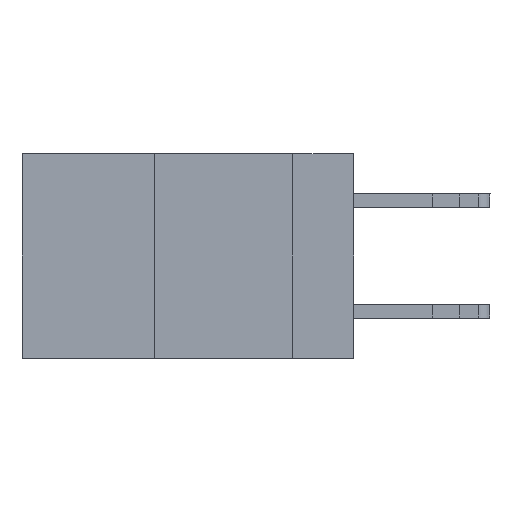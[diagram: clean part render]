
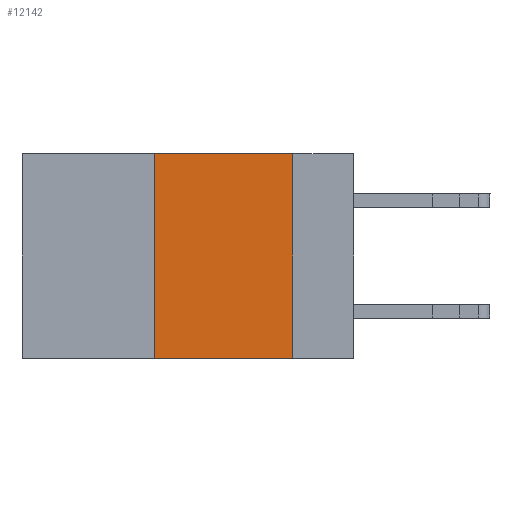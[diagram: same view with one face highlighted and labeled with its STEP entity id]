
A CAD part, left-side view. The second image highlights one B-rep face of the part: STEP entity #12142.
In plain terms, the highlighted planar face has unit normal (-1, 0, 0).
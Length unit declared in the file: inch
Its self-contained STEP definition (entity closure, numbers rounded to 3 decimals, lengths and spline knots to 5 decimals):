
#766 = CARTESIAN_POINT ( 'NONE',  ( 0., 0.36, -0.37 ) ) ;
#849 = FACE_OUTER_BOUND ( 'NONE', #21860, .T. ) ;
#1212 = DIRECTION ( 'NONE',  ( 0., -1., 0. ) ) ;
#1302 = ORIENTED_EDGE ( 'NONE', *, *, #15437, .T. ) ;
#3514 = CARTESIAN_POINT ( 'NONE',  ( 0., 0.11, 0. ) ) ;
#5111 = ORIENTED_EDGE ( 'NONE', *, *, #14524, .F. ) ;
#5140 = CARTESIAN_POINT ( 'NONE',  ( 0., 0.6, -0.37 ) ) ;
#5341 = VERTEX_POINT ( 'NONE', #766 ) ;
#5369 = DIRECTION ( 'NONE',  ( 0., 0., -1. ) ) ;
#6321 = CARTESIAN_POINT ( 'NONE',  ( 0., 0.11, 0. ) ) ;
#6783 = EDGE_CURVE ( 'NONE', #5341, #10460, #26971, .T. ) ;
#6902 = LINE ( 'NONE', #5140, #8601 ) ;
#7608 = AXIS2_PLACEMENT_3D ( 'NONE', #22792, #12069, #5369 ) ;
#8320 = ORIENTED_EDGE ( 'NONE', *, *, #6783, .F. ) ;
#8378 = VERTEX_POINT ( 'NONE', #3514 ) ;
#8601 = VECTOR ( 'NONE', #15811, 39.37008 ) ;
#10460 = VERTEX_POINT ( 'NONE', #14398 ) ;
#11635 = PLANE ( 'NONE',  #7608 ) ;
#12069 = DIRECTION ( 'NONE',  ( 1., 0., 0. ) ) ;
#12142 = ADVANCED_FACE ( 'NONE', ( #849 ), #11635, .F. ) ;
#14398 = CARTESIAN_POINT ( 'NONE',  ( 0., 0.36, 0. ) ) ;
#14413 = VECTOR ( 'NONE', #28891, 39.37008 ) ;
#14524 = EDGE_CURVE ( 'NONE', #10460, #8378, #19171, .T. ) ;
#15437 = EDGE_CURVE ( 'NONE', #5341, #25977, #6902, .T. ) ;
#15654 = CARTESIAN_POINT ( 'NONE',  ( 0., 0.36, 0. ) ) ;
#15811 = DIRECTION ( 'NONE',  ( 0., -1., 0. ) ) ;
#17102 = CARTESIAN_POINT ( 'NONE',  ( 0., 0.6, 0. ) ) ;
#17432 = VECTOR ( 'NONE', #1212, 39.37008 ) ;
#17959 = VECTOR ( 'NONE', #28716, 39.37008 ) ;
#19171 = LINE ( 'NONE', #17102, #17432 ) ;
#19622 = LINE ( 'NONE', #6321, #14413 ) ;
#21860 = EDGE_LOOP ( 'NONE', ( #28813, #5111, #8320, #1302 ) ) ;
#22792 = CARTESIAN_POINT ( 'NONE',  ( 0., 0.6, 0. ) ) ;
#22929 = CARTESIAN_POINT ( 'NONE',  ( 0., 0.11, -0.37 ) ) ;
#23437 = EDGE_CURVE ( 'NONE', #8378, #25977, #19622, .T. ) ;
#25977 = VERTEX_POINT ( 'NONE', #22929 ) ;
#26971 = LINE ( 'NONE', #15654, #17959 ) ;
#28716 = DIRECTION ( 'NONE',  ( 0., 0., 1. ) ) ;
#28813 = ORIENTED_EDGE ( 'NONE', *, *, #23437, .F. ) ;
#28891 = DIRECTION ( 'NONE',  ( 0., 0., -1. ) ) ;
